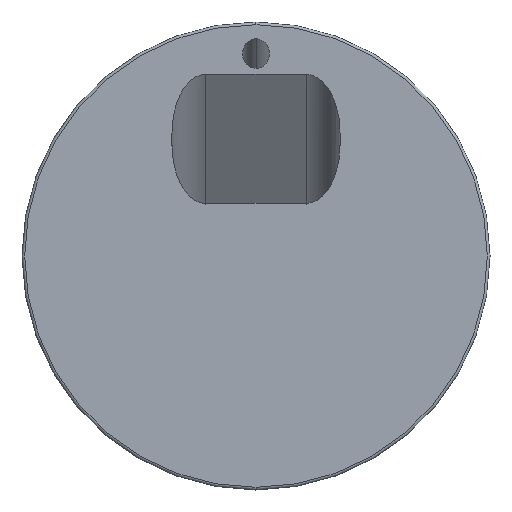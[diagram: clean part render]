
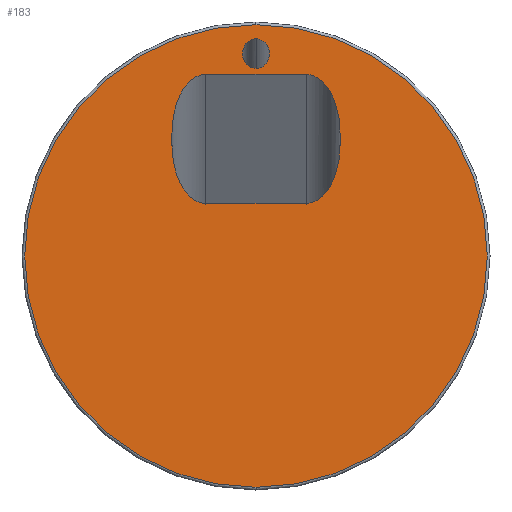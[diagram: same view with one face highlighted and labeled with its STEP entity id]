
A CAD part, left-side view. The second image highlights one B-rep face of the part: STEP entity #183.
In plain terms, the highlighted planar face has unit normal (-1, 0, 0).
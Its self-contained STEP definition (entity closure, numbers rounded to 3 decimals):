
#121 = VERTEX_POINT ( 'NONE', #638 ) ;
#123 = EDGE_CURVE ( 'NONE', #124, #121, #635, .T. ) ;
#124 = VERTEX_POINT ( 'NONE', #637 ) ;
#161 = EDGE_CURVE ( 'NONE', #162, #171, #769, .T. ) ;
#162 = VERTEX_POINT ( 'NONE', #764 ) ;
#171 = VERTEX_POINT ( 'NONE', #812 ) ;
#183 = ADVANCED_FACE ( 'NONE', ( #804, #799, #798 ), #797, .F. ) ;
#184 = EDGE_LOOP ( 'NONE', ( #185, #238 ) ) ;
#185 = ORIENTED_EDGE ( 'NONE', *, *, #123, .T. ) ;
#186 = EDGE_LOOP ( 'NONE', ( #240, #244, #247, #250, #223, #226, #229, #232 ) ) ;
#211 = ORIENTED_EDGE ( 'NONE', *, *, #161, .T. ) ;
#223 = ORIENTED_EDGE ( 'NONE', *, *, #224, .F. ) ;
#224 = EDGE_CURVE ( 'NONE', #225, #252, #885, .T. ) ;
#225 = VERTEX_POINT ( 'NONE', #884 ) ;
#226 = ORIENTED_EDGE ( 'NONE', *, *, #227, .F. ) ;
#227 = EDGE_CURVE ( 'NONE', #228, #225, #922, .T. ) ;
#228 = VERTEX_POINT ( 'NONE', #918 ) ;
#229 = ORIENTED_EDGE ( 'NONE', *, *, #230, .F. ) ;
#230 = EDGE_CURVE ( 'NONE', #231, #228, #915, .T. ) ;
#231 = VERTEX_POINT ( 'NONE', #917 ) ;
#232 = ORIENTED_EDGE ( 'NONE', *, *, #233, .T. ) ;
#233 = EDGE_CURVE ( 'NONE', #231, #242, #916, .T. ) ;
#234 = EDGE_LOOP ( 'NONE', ( #235, #211 ) ) ;
#235 = ORIENTED_EDGE ( 'NONE', *, *, #236, .T. ) ;
#236 = EDGE_CURVE ( 'NONE', #171, #162, #907, .T. ) ;
#238 = ORIENTED_EDGE ( 'NONE', *, *, #239, .T. ) ;
#239 = EDGE_CURVE ( 'NONE', #121, #124, #902, .T. ) ;
#240 = ORIENTED_EDGE ( 'NONE', *, *, #241, .T. ) ;
#241 = EDGE_CURVE ( 'NONE', #242, #243, #933, .T. ) ;
#242 = VERTEX_POINT ( 'NONE', #932 ) ;
#243 = VERTEX_POINT ( 'NONE', #934 ) ;
#244 = ORIENTED_EDGE ( 'NONE', *, *, #245, .T. ) ;
#245 = EDGE_CURVE ( 'NONE', #243, #246, #927, .T. ) ;
#246 = VERTEX_POINT ( 'NONE', #923 ) ;
#247 = ORIENTED_EDGE ( 'NONE', *, *, #248, .T. ) ;
#248 = EDGE_CURVE ( 'NONE', #246, #249, #959, .T. ) ;
#249 = VERTEX_POINT ( 'NONE', #961 ) ;
#250 = ORIENTED_EDGE ( 'NONE', *, *, #251, .F. ) ;
#251 = EDGE_CURVE ( 'NONE', #252, #249, #960, .T. ) ;
#252 = VERTEX_POINT ( 'NONE', #951 ) ;
#632 = CARTESIAN_POINT ( 'NONE',  ( 0., -2., 13.943 ) ) ;
#633 = CARTESIAN_POINT ( 'NONE',  ( 0., -2., 16.15 ) ) ;
#634 = CARTESIAN_POINT ( 'NONE',  ( 0., 0., 16.15 ) ) ;
#635 =( BOUNDED_CURVE ( )  B_SPLINE_CURVE ( 3, ( #634, #633, #632, #684 ),
 .UNSPECIFIED., .F., .F. ) 
 B_SPLINE_CURVE_WITH_KNOTS ( ( 4, 4 ),
 ( 0., 3.142 ),
 .UNSPECIFIED. ) 
 CURVE ( )  GEOMETRIC_REPRESENTATION_ITEM ( )  RATIONAL_B_SPLINE_CURVE ( ( 1., 0.333, 0.333, 1. ) ) 
 REPRESENTATION_ITEM ( '' )  );
#637 = CARTESIAN_POINT ( 'NONE',  ( 0., 0., 16.15 ) ) ;
#638 = CARTESIAN_POINT ( 'NONE',  ( 0., 0., 13.943 ) ) ;
#684 = CARTESIAN_POINT ( 'NONE',  ( 0., 0., 13.943 ) ) ;
#764 = CARTESIAN_POINT ( 'NONE',  ( 0., 0., 17.2 ) ) ;
#765 = DIRECTION ( 'NONE',  ( 0., 0., -1. ) ) ;
#766 = DIRECTION ( 'NONE',  ( -1., 0., 0. ) ) ;
#767 = CARTESIAN_POINT ( 'NONE',  ( 0., 0., 0. ) ) ;
#768 = AXIS2_PLACEMENT_3D ( 'NONE', #767, #766, #765 ) ;
#769 = CIRCLE ( 'NONE', #768, 17.2 ) ;
#792 = DIRECTION ( 'NONE',  ( 0., 0., -1. ) ) ;
#793 = DIRECTION ( 'NONE',  ( 1., 0., 0. ) ) ;
#794 = AXIS2_PLACEMENT_3D ( 'NONE', #796, #793, #792 ) ;
#796 = CARTESIAN_POINT ( 'NONE',  ( 0., 17.4, 0. ) ) ;
#797 = PLANE ( 'NONE',  #794 ) ;
#798 = FACE_OUTER_BOUND ( 'NONE', #234, .T. ) ;
#799 = FACE_BOUND ( 'NONE', #186, .T. ) ;
#804 = FACE_BOUND ( 'NONE', #184, .T. ) ;
#812 = CARTESIAN_POINT ( 'NONE',  ( 0., 0., -17.2 ) ) ;
#880 = CARTESIAN_POINT ( 'NONE',  ( 0., 6.25, 9.141 ) ) ;
#881 = CARTESIAN_POINT ( 'NONE',  ( 0., 6.25, 11.695 ) ) ;
#882 = CARTESIAN_POINT ( 'NONE',  ( 0., 5.214, 13.5 ) ) ;
#883 = CARTESIAN_POINT ( 'NONE',  ( 0., 3.75, 13.5 ) ) ;
#884 = CARTESIAN_POINT ( 'NONE',  ( 0., 3.75, 13.5 ) ) ;
#885 =( BOUNDED_CURVE ( )  B_SPLINE_CURVE ( 3, ( #883, #882, #881, #880 ),
 .UNSPECIFIED., .F., .T. ) 
 B_SPLINE_CURVE_WITH_KNOTS ( ( 4, 4 ),
 ( 3.142, 4.712 ),
 .UNSPECIFIED. ) 
 CURVE ( )  GEOMETRIC_REPRESENTATION_ITEM ( )  RATIONAL_B_SPLINE_CURVE ( ( 1., 0.805, 0.805, 1. ) ) 
 REPRESENTATION_ITEM ( '' )  );
#902 =( BOUNDED_CURVE ( )  B_SPLINE_CURVE ( 3, ( #938, #937, #936, #935 ),
 .UNSPECIFIED., .F., .F. ) 
 B_SPLINE_CURVE_WITH_KNOTS ( ( 4, 4 ),
 ( 3.142, 6.283 ),
 .UNSPECIFIED. ) 
 CURVE ( )  GEOMETRIC_REPRESENTATION_ITEM ( )  RATIONAL_B_SPLINE_CURVE ( ( 1., 0.333, 0.333, 1. ) ) 
 REPRESENTATION_ITEM ( '' )  );
#903 = DIRECTION ( 'NONE',  ( 0., 0., -1. ) ) ;
#904 = DIRECTION ( 'NONE',  ( -1., 0., 0. ) ) ;
#905 = CARTESIAN_POINT ( 'NONE',  ( 0., 0., 0. ) ) ;
#906 = AXIS2_PLACEMENT_3D ( 'NONE', #905, #904, #903 ) ;
#907 = CIRCLE ( 'NONE', #906, 17.2 ) ;
#908 = DIRECTION ( 'NONE',  ( 0., 0., -1. ) ) ;
#909 = VECTOR ( 'NONE', #908, 1000. ) ;
#910 = CARTESIAN_POINT ( 'NONE',  ( 0., -6.25, 0. ) ) ;
#911 = CARTESIAN_POINT ( 'NONE',  ( 0., -3.75, 13.5 ) ) ;
#912 = CARTESIAN_POINT ( 'NONE',  ( 0., -5.214, 13.5 ) ) ;
#913 = CARTESIAN_POINT ( 'NONE',  ( 0., -6.25, 11.695 ) ) ;
#914 = CARTESIAN_POINT ( 'NONE',  ( 0., -6.25, 9.141 ) ) ;
#915 =( BOUNDED_CURVE ( )  B_SPLINE_CURVE ( 3, ( #914, #913, #912, #911 ),
 .UNSPECIFIED., .F., .T. ) 
 B_SPLINE_CURVE_WITH_KNOTS ( ( 4, 4 ),
 ( 1.571, 3.142 ),
 .UNSPECIFIED. ) 
 CURVE ( )  GEOMETRIC_REPRESENTATION_ITEM ( )  RATIONAL_B_SPLINE_CURVE ( ( 1., 0.805, 0.805, 1. ) ) 
 REPRESENTATION_ITEM ( '' )  );
#916 = LINE ( 'NONE', #910, #909 ) ;
#917 = CARTESIAN_POINT ( 'NONE',  ( 0., -6.25, 9.141 ) ) ;
#918 = CARTESIAN_POINT ( 'NONE',  ( 0., -3.75, 13.5 ) ) ;
#919 = DIRECTION ( 'NONE',  ( 0., 1., 0. ) ) ;
#920 = VECTOR ( 'NONE', #919, 1000. ) ;
#921 = CARTESIAN_POINT ( 'NONE',  ( 0., -3.75, 13.5 ) ) ;
#922 = LINE ( 'NONE', #921, #920 ) ;
#923 = CARTESIAN_POINT ( 'NONE',  ( 0., 3.75, 3.911 ) ) ;
#924 = DIRECTION ( 'NONE',  ( 0., 1., 0. ) ) ;
#925 = VECTOR ( 'NONE', #924, 1000. ) ;
#926 = CARTESIAN_POINT ( 'NONE',  ( 0., 17.4, 3.911 ) ) ;
#927 = LINE ( 'NONE', #926, #925 ) ;
#928 = CARTESIAN_POINT ( 'NONE',  ( 0., -3.75, 3.911 ) ) ;
#929 = CARTESIAN_POINT ( 'NONE',  ( 0., -5.214, 3.911 ) ) ;
#930 = CARTESIAN_POINT ( 'NONE',  ( 0., -6.25, 5.716 ) ) ;
#931 = CARTESIAN_POINT ( 'NONE',  ( 0., -6.25, 8.27 ) ) ;
#932 = CARTESIAN_POINT ( 'NONE',  ( 0., -6.25, 8.27 ) ) ;
#933 =( BOUNDED_CURVE ( )  B_SPLINE_CURVE ( 3, ( #931, #930, #929, #928 ),
 .UNSPECIFIED., .F., .F. ) 
 B_SPLINE_CURVE_WITH_KNOTS ( ( 4, 4 ),
 ( 4.712, 6.283 ),
 .UNSPECIFIED. ) 
 CURVE ( )  GEOMETRIC_REPRESENTATION_ITEM ( )  RATIONAL_B_SPLINE_CURVE ( ( 1., 0.805, 0.805, 1. ) ) 
 REPRESENTATION_ITEM ( '' )  );
#934 = CARTESIAN_POINT ( 'NONE',  ( 0., -3.75, 3.911 ) ) ;
#935 = CARTESIAN_POINT ( 'NONE',  ( 0., 0., 16.15 ) ) ;
#936 = CARTESIAN_POINT ( 'NONE',  ( 0., 2., 16.15 ) ) ;
#937 = CARTESIAN_POINT ( 'NONE',  ( 0., 2., 13.943 ) ) ;
#938 = CARTESIAN_POINT ( 'NONE',  ( 0., 0., 13.943 ) ) ;
#951 = CARTESIAN_POINT ( 'NONE',  ( 0., 6.25, 9.141 ) ) ;
#952 = DIRECTION ( 'NONE',  ( 0., 0., -1. ) ) ;
#953 = VECTOR ( 'NONE', #952, 1000. ) ;
#954 = CARTESIAN_POINT ( 'NONE',  ( 0., 6.25, 0. ) ) ;
#955 = CARTESIAN_POINT ( 'NONE',  ( 0., 6.25, 8.27 ) ) ;
#956 = CARTESIAN_POINT ( 'NONE',  ( 0., 6.25, 5.716 ) ) ;
#957 = CARTESIAN_POINT ( 'NONE',  ( 0., 5.214, 3.911 ) ) ;
#958 = CARTESIAN_POINT ( 'NONE',  ( 0., 3.75, 3.911 ) ) ;
#959 =( BOUNDED_CURVE ( )  B_SPLINE_CURVE ( 3, ( #958, #957, #956, #955 ),
 .UNSPECIFIED., .F., .T. ) 
 B_SPLINE_CURVE_WITH_KNOTS ( ( 4, 4 ),
 ( 0., 1.571 ),
 .UNSPECIFIED. ) 
 CURVE ( )  GEOMETRIC_REPRESENTATION_ITEM ( )  RATIONAL_B_SPLINE_CURVE ( ( 1., 0.805, 0.805, 1. ) ) 
 REPRESENTATION_ITEM ( '' )  );
#960 = LINE ( 'NONE', #954, #953 ) ;
#961 = CARTESIAN_POINT ( 'NONE',  ( 0., 6.25, 8.27 ) ) ;
